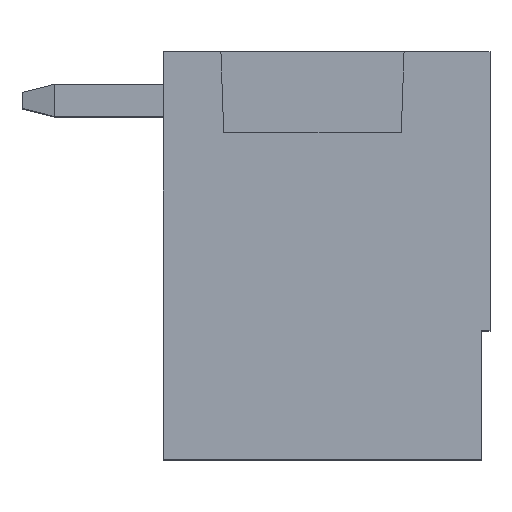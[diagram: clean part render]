
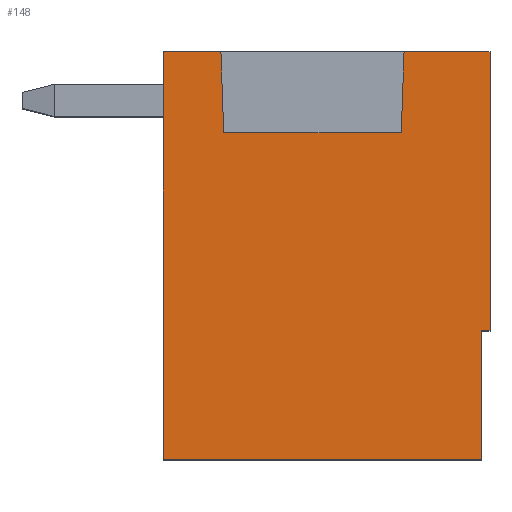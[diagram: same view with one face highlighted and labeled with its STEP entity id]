
A CAD part, top view. The second image highlights one B-rep face of the part: STEP entity #148.
In plain terms, the highlighted planar face has unit normal (0, 0, 1).
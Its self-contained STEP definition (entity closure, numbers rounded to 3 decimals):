
#35=CARTESIAN_POINT('',(7.9,0.,-10.16));
#36=VERTEX_POINT('',#35);
#37=CARTESIAN_POINT('',(7.9,3.2,-10.16));
#38=VERTEX_POINT('',#37);
#39=CARTESIAN_POINT('',(7.9,0.,-10.16));
#40=DIRECTION('',(0.,1.,0.));
#41=VECTOR('',#40,3.2);
#42=LINE('',#39,#41);
#43=EDGE_CURVE('',#36,#38,#42,.T.);
#70=CARTESIAN_POINT('',(4.05,5.05,-10.16));
#71=DIRECTION('',(-1.,0.,0.));
#72=DIRECTION('',(0.,0.,1.));
#73=AXIS2_PLACEMENT_3D('',#70,#72,#71);
#74=PLANE('',#73);
#75=ORIENTED_EDGE('',*,*,#43,.T.);
#76=CARTESIAN_POINT('',(8.1,3.2,-10.16));
#77=VERTEX_POINT('',#76);
#78=CARTESIAN_POINT('',(7.9,3.2,-10.16));
#79=DIRECTION('',(1.,0.,0.));
#80=VECTOR('',#79,0.2);
#81=LINE('',#78,#80);
#82=EDGE_CURVE('',#38,#77,#81,.T.);
#83=ORIENTED_EDGE('',*,*,#82,.T.);
#84=CARTESIAN_POINT('',(8.1,10.1,-10.16));
#85=VERTEX_POINT('',#84);
#86=CARTESIAN_POINT('',(8.1,3.2,-10.16));
#87=DIRECTION('',(0.,1.,0.));
#88=VECTOR('',#87,6.9);
#89=LINE('',#86,#88);
#90=EDGE_CURVE('',#77,#85,#89,.T.);
#91=ORIENTED_EDGE('',*,*,#90,.T.);
#92=CARTESIAN_POINT('',(5.97,10.1,-10.16));
#93=VERTEX_POINT('',#92);
#94=CARTESIAN_POINT('',(8.1,10.1,-10.16));
#95=DIRECTION('',(-1.,0.,0.));
#96=VECTOR('',#95,2.13);
#97=LINE('',#94,#96);
#98=EDGE_CURVE('',#85,#93,#97,.T.);
#99=ORIENTED_EDGE('',*,*,#98,.T.);
#100=CARTESIAN_POINT('',(5.9,8.1,-10.16));
#101=VERTEX_POINT('',#100);
#102=CARTESIAN_POINT('',(5.97,10.1,-10.16));
#103=DIRECTION('',(-0.035,-0.999,0.));
#104=VECTOR('',#103,2.001);
#105=LINE('',#102,#104);
#106=EDGE_CURVE('',#93,#101,#105,.T.);
#107=ORIENTED_EDGE('',*,*,#106,.T.);
#108=CARTESIAN_POINT('',(1.5,8.1,-10.16));
#109=VERTEX_POINT('',#108);
#110=CARTESIAN_POINT('',(5.9,8.1,-10.16));
#111=DIRECTION('',(-1.,0.,0.));
#112=VECTOR('',#111,4.4);
#113=LINE('',#110,#112);
#114=EDGE_CURVE('',#101,#109,#113,.T.);
#115=ORIENTED_EDGE('',*,*,#114,.T.);
#116=CARTESIAN_POINT('',(1.43,10.1,-10.16));
#117=VERTEX_POINT('',#116);
#118=CARTESIAN_POINT('',(1.5,8.1,-10.16));
#119=DIRECTION('',(-0.035,0.999,0.));
#120=VECTOR('',#119,2.001);
#121=LINE('',#118,#120);
#122=EDGE_CURVE('',#109,#117,#121,.T.);
#123=ORIENTED_EDGE('',*,*,#122,.T.);
#124=CARTESIAN_POINT('',(0.,10.1,-10.16));
#125=VERTEX_POINT('',#124);
#126=CARTESIAN_POINT('',(1.43,10.1,-10.16));
#127=DIRECTION('',(-1.,0.,0.));
#128=VECTOR('',#127,1.43);
#129=LINE('',#126,#128);
#130=EDGE_CURVE('',#117,#125,#129,.T.);
#131=ORIENTED_EDGE('',*,*,#130,.T.);
#132=CARTESIAN_POINT('',(0.,0.,-10.16));
#133=VERTEX_POINT('',#132);
#134=CARTESIAN_POINT('',(0.,10.1,-10.16));
#135=DIRECTION('',(0.,-1.,0.));
#136=VECTOR('',#135,10.1);
#137=LINE('',#134,#136);
#138=EDGE_CURVE('',#125,#133,#137,.T.);
#139=ORIENTED_EDGE('',*,*,#138,.T.);
#140=CARTESIAN_POINT('',(0.,0.,-10.16));
#141=DIRECTION('',(1.,0.,0.));
#142=VECTOR('',#141,7.9);
#143=LINE('',#140,#142);
#144=EDGE_CURVE('',#133,#36,#143,.T.);
#145=ORIENTED_EDGE('',*,*,#144,.T.);
#146=EDGE_LOOP('',(#75,#83,#91,#99,#107,#115,#123,#131,#139,#145));
#147=FACE_OUTER_BOUND('',#146,.T.);
#148=ADVANCED_FACE('',(#147),#74,.T.);
